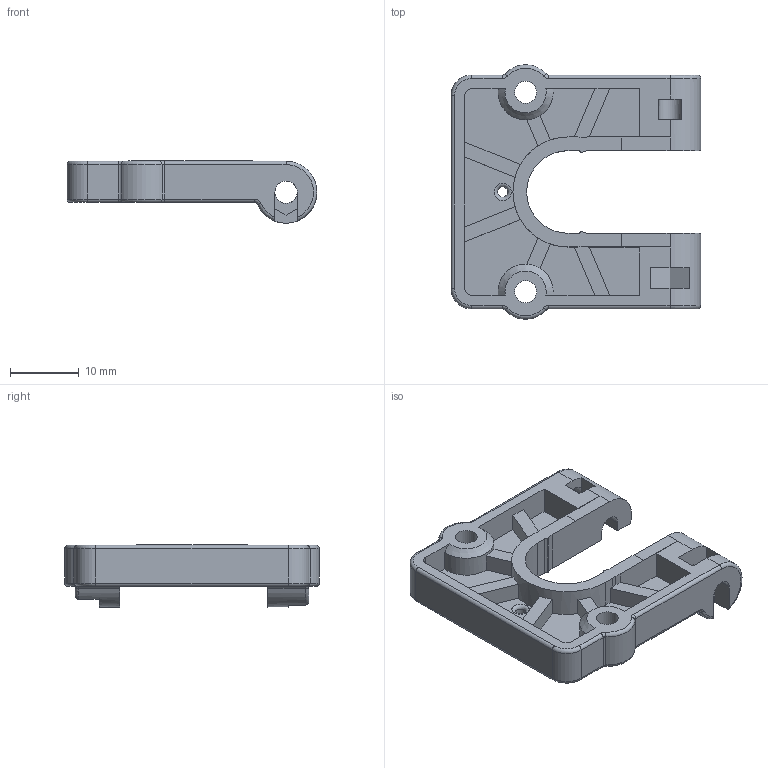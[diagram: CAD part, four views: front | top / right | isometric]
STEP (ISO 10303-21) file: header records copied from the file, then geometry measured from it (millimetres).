
FILE_DESCRIPTION(/* description */ (''),/* implementation_level */ '2;1');
FILE_NAME(/* name */ 'K8800-NMB.stp',/* time_stamp */ '2017-11-30T09:49:37+01:00',/* author */ ('jange'),/* organization */ (''),/* preprocessor_version */ 'ST-DEVELOPER v17',/* originating_system */ 'Autodesk Inventor 2018',/* authorisation */ '');
FILE_SCHEMA (('AUTOMOTIVE_DESIGN { 1 0 10303 214 3 1 1 }'));
Length unit declared in the file: millimetre
Products named in the file (1): K8800-NMB
Bounding box: 36.34 x 37 x 9.05 mm (x, y, z)
Volume: 3755.2 mm3; surface area: 4035.3 mm2
Topology: 1 solids, 1 shells, 145 faces, 415 edges, 264 vertices
Faces by surface type: plane 74, cylinder 45, torus 24, cone 2
Full cylindrical faces by diameter (mm): 1.5 x1, 3.2 x2
Entity records: 4832 total; most frequent: CARTESIAN_POINT 869, DIRECTION 855, ORIENTED_EDGE 830, EDGE_CURVE 415, AXIS2_PLACEMENT_3D 302, VERTEX_POINT 264, LINE 251, VECTOR 251
